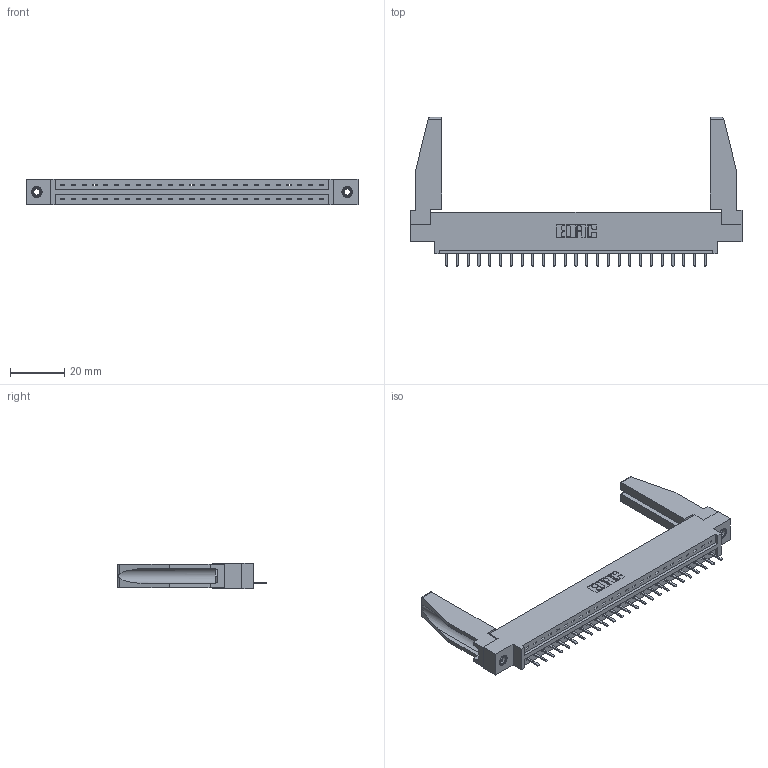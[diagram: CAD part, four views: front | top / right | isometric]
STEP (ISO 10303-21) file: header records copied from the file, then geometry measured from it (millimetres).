
FILE_DESCRIPTION (( 'STEP AP203' ), '1' );
FILE_NAME ('387-025-520-678.STEP', '2019-10-03T11:18:56', ( '' ), ( '' ), 'SwSTEP 2.0', 'SolidWorks 2016', '' );
FILE_SCHEMA (( 'CONFIG_CONTROL_DESIGN' ));
Length unit declared in the file: inch
Products named in the file (5): 307-220-078; 387-025-520-678; 345-250-001_345-250-001-102; 345-292-001_345-293-120; 337 Part_0.170 Offset - 0.156 Dia-TI
Assembly tree (30 placements, depth 2):
  387-025-520-678
    337 Part_0.170 Offset - 0.156 Dia-TI
    345-292-001_345-293-120  x25
    345-250-001_345-250-001-102  x2
    307-220-078  x2
Bounding box: 122.07 x 54.82 x 9.4 mm (x, y, z)
Volume: 16278.6 mm3; surface area: 16275.1 mm2
Topology: 30 solids, 30 shells, 1898 faces, 5553 edges, 3626 vertices
Faces by surface type: plane 1358, cylinder 524, cone 12, torus 4
Entity records: 23468 total; most frequent: CARTESIAN_POINT 4091, ORIENTED_EDGE 3996, DIRECTION 3476, EDGE_CURVE 1998, LINE 1828, VECTOR 1828, VERTEX_POINT 1324, AXIS2_PLACEMENT_3D 824
